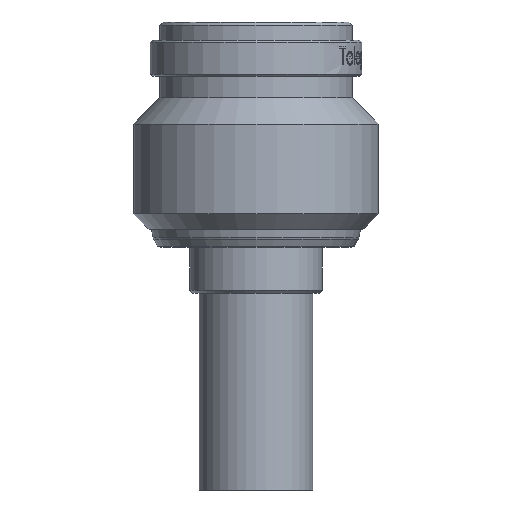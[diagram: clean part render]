
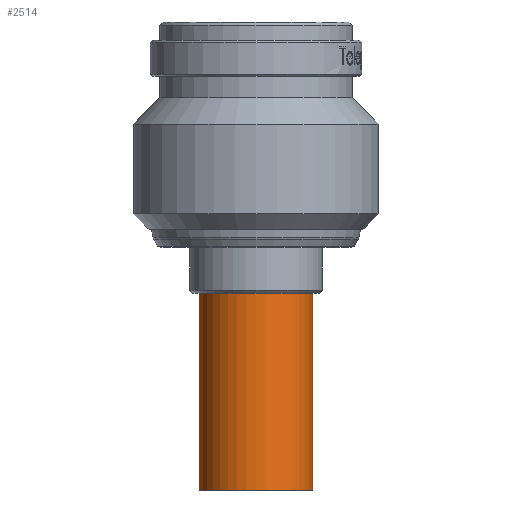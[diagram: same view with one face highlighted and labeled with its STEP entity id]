
A CAD part, front view. The second image highlights one B-rep face of the part: STEP entity #2514.
In plain terms, the highlighted cylindrical face has radius 3.75 mm (diameter 7.5 mm), a partial arc.
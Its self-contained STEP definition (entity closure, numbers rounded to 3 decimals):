
#726 = CIRCLE ( 'NONE', #2801, 3.75 ) ;
#909 = CARTESIAN_POINT ( 'NONE',  ( 3.75, 0., -15.69 ) ) ;
#1844 = ORIENTED_EDGE ( 'NONE', *, *, #14997, .F. ) ;
#1974 = AXIS2_PLACEMENT_3D ( 'NONE', #13856, #5567, #15294 ) ;
#2514 = ADVANCED_FACE ( 'NONE', ( #11479 ), #2781, .T. ) ;
#2580 = CARTESIAN_POINT ( 'NONE',  ( -3.75, 0., -17.1 ) ) ;
#2781 = CYLINDRICAL_SURFACE ( 'NONE', #16428, 3.75 ) ;
#2801 = AXIS2_PLACEMENT_3D ( 'NONE', #5064, #14759, #6419 ) ;
#3011 = CARTESIAN_POINT ( 'NONE',  ( 3.75, 0., -17.1 ) ) ;
#3650 = VERTEX_POINT ( 'NONE', #3011 ) ;
#4468 = CARTESIAN_POINT ( 'NONE',  ( 0., 0., -15.69 ) ) ;
#5064 = CARTESIAN_POINT ( 'NONE',  ( 0., 0., -30.1 ) ) ;
#5112 = LINE ( 'NONE', #14494, #12058 ) ;
#5567 = DIRECTION ( 'NONE',  ( 0., 0., -1. ) ) ;
#6250 = VERTEX_POINT ( 'NONE', #2580 ) ;
#6419 = DIRECTION ( 'NONE',  ( 1., 0., 0. ) ) ;
#6444 = EDGE_LOOP ( 'NONE', ( #1844, #17619, #10437, #12381 ) ) ;
#7259 = VECTOR ( 'NONE', #12166, 1000. ) ;
#9605 = CIRCLE ( 'NONE', #1974, 3.75 ) ;
#10437 = ORIENTED_EDGE ( 'NONE', *, *, #11861, .T. ) ;
#11370 = DIRECTION ( 'NONE',  ( 0., 0., 1. ) ) ;
#11479 = FACE_OUTER_BOUND ( 'NONE', #6444, .T. ) ;
#11762 = VERTEX_POINT ( 'NONE', #16190 ) ;
#11861 = EDGE_CURVE ( 'NONE', #13041, #3650, #14670, .T. ) ;
#12058 = VECTOR ( 'NONE', #15909, 1000. ) ;
#12166 = DIRECTION ( 'NONE',  ( 0., 0., 1. ) ) ;
#12381 = ORIENTED_EDGE ( 'NONE', *, *, #15704, .T. ) ;
#12812 = DIRECTION ( 'NONE',  ( 1., 0., 0. ) ) ;
#13041 = VERTEX_POINT ( 'NONE', #17846 ) ;
#13856 = CARTESIAN_POINT ( 'NONE',  ( 0., 0., -17.1 ) ) ;
#14494 = CARTESIAN_POINT ( 'NONE',  ( -3.75, 0., -15.69 ) ) ;
#14670 = LINE ( 'NONE', #909, #7259 ) ;
#14759 = DIRECTION ( 'NONE',  ( 0., 0., 1. ) ) ;
#14997 = EDGE_CURVE ( 'NONE', #11762, #6250, #5112, .T. ) ;
#15294 = DIRECTION ( 'NONE',  ( 1., 0., 0. ) ) ;
#15704 = EDGE_CURVE ( 'NONE', #3650, #6250, #9605, .T. ) ;
#15909 = DIRECTION ( 'NONE',  ( 0., 0., 1. ) ) ;
#16190 = CARTESIAN_POINT ( 'NONE',  ( -3.75, 0., -30.1 ) ) ;
#16405 = EDGE_CURVE ( 'NONE', #11762, #13041, #726, .T. ) ;
#16428 = AXIS2_PLACEMENT_3D ( 'NONE', #4468, #11370, #12812 ) ;
#17619 = ORIENTED_EDGE ( 'NONE', *, *, #16405, .T. ) ;
#17846 = CARTESIAN_POINT ( 'NONE',  ( 3.75, 0., -30.1 ) ) ;
